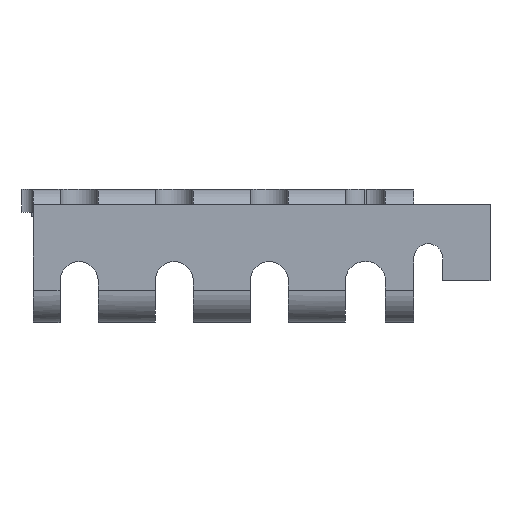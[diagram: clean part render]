
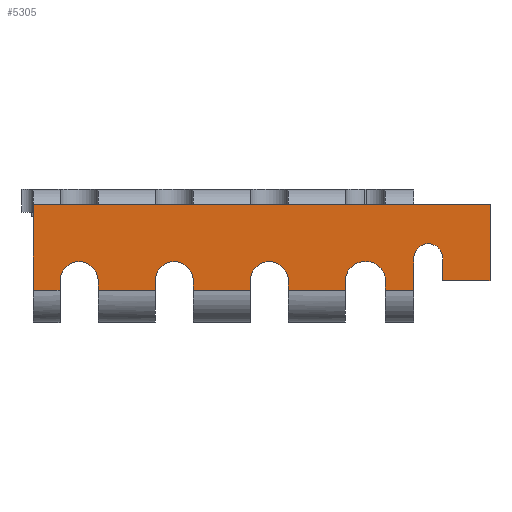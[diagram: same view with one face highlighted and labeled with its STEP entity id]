
A CAD part, left-side view. The second image highlights one B-rep face of the part: STEP entity #5305.
In plain terms, the highlighted planar face has unit normal (-1, 0, 0).
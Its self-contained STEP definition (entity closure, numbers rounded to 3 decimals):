
#179=CIRCLE('',#5744,1.);
#183=CIRCLE('',#5752,1.);
#189=CIRCLE('',#5762,1.);
#194=CIRCLE('',#5771,1.);
#219=CIRCLE('',#5821,0.755);
#230=CIRCLE('',#5840,0.975);
#231=CIRCLE('',#5842,1.);
#232=CIRCLE('',#5843,1.);
#233=CIRCLE('',#5844,1.);
#234=CIRCLE('',#5845,0.975);
#1773=ORIENTED_EDGE('',*,*,#2682,.F.);
#1774=ORIENTED_EDGE('',*,*,#2683,.T.);
#1775=ORIENTED_EDGE('',*,*,#2652,.T.);
#1776=ORIENTED_EDGE('',*,*,#2602,.T.);
#1777=ORIENTED_EDGE('',*,*,#2599,.T.);
#1778=ORIENTED_EDGE('',*,*,#2596,.T.);
#1779=ORIENTED_EDGE('',*,*,#2593,.T.);
#1780=ORIENTED_EDGE('',*,*,#2590,.T.);
#1781=ORIENTED_EDGE('',*,*,#2586,.F.);
#1782=ORIENTED_EDGE('',*,*,#2583,.T.);
#1783=ORIENTED_EDGE('',*,*,#2577,.T.);
#1784=ORIENTED_EDGE('',*,*,#2684,.T.);
#1785=ORIENTED_EDGE('',*,*,#2571,.T.);
#1786=ORIENTED_EDGE('',*,*,#2568,.F.);
#1787=ORIENTED_EDGE('',*,*,#2566,.T.);
#1788=ORIENTED_EDGE('',*,*,#2560,.T.);
#1789=ORIENTED_EDGE('',*,*,#2685,.T.);
#1790=ORIENTED_EDGE('',*,*,#2554,.T.);
#1791=ORIENTED_EDGE('',*,*,#2551,.F.);
#1792=ORIENTED_EDGE('',*,*,#2548,.T.);
#1793=ORIENTED_EDGE('',*,*,#2542,.T.);
#1794=ORIENTED_EDGE('',*,*,#2686,.T.);
#1795=ORIENTED_EDGE('',*,*,#2536,.T.);
#1796=ORIENTED_EDGE('',*,*,#2533,.F.);
#1797=ORIENTED_EDGE('',*,*,#2531,.T.);
#1798=ORIENTED_EDGE('',*,*,#2526,.T.);
#1799=ORIENTED_EDGE('',*,*,#2523,.T.);
#1800=ORIENTED_EDGE('',*,*,#2681,.T.);
#1801=ORIENTED_EDGE('',*,*,#2687,.T.);
#1802=ORIENTED_EDGE('',*,*,#2688,.T.);
#2523=EDGE_CURVE('',#3149,#3148,#3698,.T.);
#2526=EDGE_CURVE('',#3151,#3149,#179,.T.);
#2531=EDGE_CURVE('',#3152,#3151,#3704,.T.);
#2533=EDGE_CURVE('',#3152,#3153,#3705,.T.);
#2536=EDGE_CURVE('',#3155,#3153,#3706,.T.);
#2542=EDGE_CURVE('',#3159,#3157,#183,.T.);
#2548=EDGE_CURVE('',#3161,#3159,#3716,.T.);
#2551=EDGE_CURVE('',#3161,#3163,#3717,.T.);
#2554=EDGE_CURVE('',#3165,#3163,#3718,.T.);
#2560=EDGE_CURVE('',#3169,#3167,#189,.T.);
#2566=EDGE_CURVE('',#3171,#3169,#3728,.T.);
#2568=EDGE_CURVE('',#3171,#3172,#3729,.T.);
#2571=EDGE_CURVE('',#3174,#3172,#3730,.T.);
#2577=EDGE_CURVE('',#3178,#3176,#194,.T.);
#2583=EDGE_CURVE('',#3180,#3178,#3740,.T.);
#2586=EDGE_CURVE('',#3180,#3182,#3741,.T.);
#2590=EDGE_CURVE('',#3183,#3182,#3744,.T.);
#2593=EDGE_CURVE('',#3185,#3183,#3747,.T.);
#2596=EDGE_CURVE('',#3187,#3185,#3750,.T.);
#2599=EDGE_CURVE('',#3189,#3187,#3753,.T.);
#2602=EDGE_CURVE('',#3191,#3189,#3756,.T.);
#2652=EDGE_CURVE('',#3215,#3191,#219,.T.);
#2681=EDGE_CURVE('',#3148,#3231,#230,.T.);
#2682=EDGE_CURVE('',#3232,#3233,#3804,.T.);
#2683=EDGE_CURVE('',#3232,#3215,#3805,.T.);
#2684=EDGE_CURVE('',#3176,#3174,#231,.T.);
#2685=EDGE_CURVE('',#3167,#3165,#232,.T.);
#2686=EDGE_CURVE('',#3157,#3155,#233,.T.);
#2687=EDGE_CURVE('',#3231,#3234,#234,.T.);
#2688=EDGE_CURVE('',#3234,#3233,#3806,.T.);
#3148=VERTEX_POINT('',#8624);
#3149=VERTEX_POINT('',#8626);
#3151=VERTEX_POINT('',#8632);
#3152=VERTEX_POINT('',#8639);
#3153=VERTEX_POINT('',#8643);
#3155=VERTEX_POINT('',#8649);
#3157=VERTEX_POINT('',#8657);
#3159=VERTEX_POINT('',#8660);
#3161=VERTEX_POINT('',#8669);
#3163=VERTEX_POINT('',#8675);
#3165=VERTEX_POINT('',#8681);
#3167=VERTEX_POINT('',#8689);
#3169=VERTEX_POINT('',#8692);
#3171=VERTEX_POINT('',#8701);
#3172=VERTEX_POINT('',#8705);
#3174=VERTEX_POINT('',#8711);
#3176=VERTEX_POINT('',#8719);
#3178=VERTEX_POINT('',#8722);
#3180=VERTEX_POINT('',#8731);
#3182=VERTEX_POINT('',#8737);
#3183=VERTEX_POINT('',#8743);
#3185=VERTEX_POINT('',#8749);
#3187=VERTEX_POINT('',#8755);
#3189=VERTEX_POINT('',#8761);
#3191=VERTEX_POINT('',#8767);
#3215=VERTEX_POINT('',#8859);
#3231=VERTEX_POINT('',#8911);
#3232=VERTEX_POINT('',#8915);
#3233=VERTEX_POINT('',#8916);
#3234=VERTEX_POINT('',#8922);
#3698=LINE('',#8625,#4271);
#3704=LINE('',#8638,#4277);
#3705=LINE('',#8642,#4278);
#3706=LINE('',#8648,#4279);
#3716=LINE('',#8668,#4289);
#3717=LINE('',#8674,#4290);
#3718=LINE('',#8680,#4291);
#3728=LINE('',#8700,#4301);
#3729=LINE('',#8704,#4302);
#3730=LINE('',#8710,#4303);
#3740=LINE('',#8730,#4313);
#3741=LINE('',#8736,#4314);
#3744=LINE('',#8742,#4317);
#3747=LINE('',#8748,#4320);
#3750=LINE('',#8754,#4323);
#3753=LINE('',#8760,#4326);
#3756=LINE('',#8766,#4329);
#3804=LINE('',#8914,#4377);
#3805=LINE('',#8917,#4378);
#3806=LINE('',#8923,#4379);
#4271=VECTOR('',#6987,1000.);
#4277=VECTOR('',#7001,1000.);
#4278=VECTOR('',#7006,1000.);
#4279=VECTOR('',#7013,1000.);
#4289=VECTOR('',#7031,1000.);
#4290=VECTOR('',#7038,1000.);
#4291=VECTOR('',#7045,1000.);
#4301=VECTOR('',#7063,1000.);
#4302=VECTOR('',#7068,1000.);
#4303=VECTOR('',#7075,1000.);
#4313=VECTOR('',#7093,1000.);
#4314=VECTOR('',#7100,1000.);
#4317=VECTOR('',#7107,1000.);
#4320=VECTOR('',#7112,1000.);
#4323=VECTOR('',#7117,1000.);
#4326=VECTOR('',#7122,1000.);
#4329=VECTOR('',#7127,1000.);
#4377=VECTOR('',#7293,1000.);
#4378=VECTOR('',#7294,1000.);
#4379=VECTOR('',#7303,1000.);
#4635=EDGE_LOOP('',(#1773,#1774,#1775,#1776,#1777,#1778,#1779,#1780,#1781,
#1782,#1783,#1784,#1785,#1786,#1787,#1788,#1789,#1790,#1791,#1792,#1793,
#1794,#1795,#1796,#1797,#1798,#1799,#1800,#1801,#1802));
#4897=FACE_BOUND('',#4635,.T.);
#5067=PLANE('',#5841);
#5305=ADVANCED_FACE('',(#4897),#5067,.T.);
#5744=AXIS2_PLACEMENT_3D('',#8631,#6993,#6994);
#5752=AXIS2_PLACEMENT_3D('',#8659,#7021,#7022);
#5762=AXIS2_PLACEMENT_3D('',#8691,#7053,#7054);
#5771=AXIS2_PLACEMENT_3D('',#8721,#7083,#7084);
#5821=AXIS2_PLACEMENT_3D('',#8858,#7233,#7234);
#5840=AXIS2_PLACEMENT_3D('',#8912,#7289,#7290);
#5841=AXIS2_PLACEMENT_3D('',#8913,#7291,#7292);
#5842=AXIS2_PLACEMENT_3D('',#8918,#7295,#7296);
#5843=AXIS2_PLACEMENT_3D('',#8919,#7297,#7298);
#5844=AXIS2_PLACEMENT_3D('',#8920,#7299,#7300);
#5845=AXIS2_PLACEMENT_3D('',#8921,#7301,#7302);
#6987=DIRECTION('',(0.,0.,1.));
#6993=DIRECTION('',(1.,0.,0.));
#6994=DIRECTION('',(0.,-1.,0.));
#7001=DIRECTION('',(0.,1.,0.));
#7006=DIRECTION('',(0.,0.,-1.));
#7013=DIRECTION('',(0.,-1.,0.));
#7021=DIRECTION('',(1.,0.,0.));
#7022=DIRECTION('',(0.,-1.,0.));
#7031=DIRECTION('',(0.,1.,0.));
#7038=DIRECTION('',(0.,0.,-1.));
#7045=DIRECTION('',(0.,-1.,0.));
#7053=DIRECTION('',(1.,0.,0.));
#7054=DIRECTION('',(0.,-1.,0.));
#7063=DIRECTION('',(0.,1.,0.));
#7068=DIRECTION('',(0.,0.,-1.));
#7075=DIRECTION('',(0.,-1.,0.));
#7083=DIRECTION('',(1.,0.,0.));
#7084=DIRECTION('',(0.,-1.,0.));
#7093=DIRECTION('',(0.,1.,0.));
#7100=DIRECTION('',(0.,0.,-1.));
#7107=DIRECTION('',(0.,-1.,0.));
#7112=DIRECTION('',(0.,0.,-1.));
#7117=DIRECTION('',(0.,1.,0.));
#7122=DIRECTION('',(0.,0.,1.));
#7127=DIRECTION('',(0.,-1.,-0.004));
#7233=DIRECTION('',(1.,0.,0.));
#7234=DIRECTION('',(0.,0.,-1.));
#7289=DIRECTION('',(1.,0.,0.));
#7290=DIRECTION('',(0.,-1.,0.));
#7291=DIRECTION('',(-1.,0.,0.));
#7292=DIRECTION('',(0.,1.,0.));
#7293=DIRECTION('',(0.,0.,-1.));
#7294=DIRECTION('',(0.,1.,0.));
#7295=DIRECTION('',(1.,0.,0.));
#7296=DIRECTION('',(0.,-1.,0.));
#7297=DIRECTION('',(1.,0.,0.));
#7298=DIRECTION('',(0.,-1.,0.));
#7299=DIRECTION('',(1.,0.,0.));
#7300=DIRECTION('',(0.,-1.,0.));
#7301=DIRECTION('',(1.,0.,0.));
#7302=DIRECTION('',(0.,-1.,0.));
#7303=DIRECTION('',(0.,-1.,0.));
#8624=CARTESIAN_POINT('',(88.464,78.457,17.5));
#8625=CARTESIAN_POINT('',(88.464,78.457,17.4));
#8626=CARTESIAN_POINT('',(88.464,78.457,17.4));
#8631=CARTESIAN_POINT('',(88.464,77.457,17.4));
#8632=CARTESIAN_POINT('',(88.464,77.457,16.4));
#8638=CARTESIAN_POINT('',(88.464,76.957,16.4));
#8639=CARTESIAN_POINT('',(88.464,76.957,16.4));
#8642=CARTESIAN_POINT('',(88.464,76.957,16.4));
#8643=CARTESIAN_POINT('',(88.464,76.957,13.4));
#8648=CARTESIAN_POINT('',(88.464,77.457,13.4));
#8649=CARTESIAN_POINT('',(88.464,77.457,13.4));
#8657=CARTESIAN_POINT('',(88.464,78.457,12.4));
#8659=CARTESIAN_POINT('',(88.464,77.457,12.4));
#8660=CARTESIAN_POINT('',(88.464,77.457,11.4));
#8668=CARTESIAN_POINT('',(88.464,76.957,11.4));
#8669=CARTESIAN_POINT('',(88.464,76.957,11.4));
#8674=CARTESIAN_POINT('',(88.464,76.957,11.4));
#8675=CARTESIAN_POINT('',(88.464,76.957,8.4));
#8680=CARTESIAN_POINT('',(88.464,77.457,8.4));
#8681=CARTESIAN_POINT('',(88.464,77.457,8.4));
#8689=CARTESIAN_POINT('',(88.464,78.457,7.4));
#8691=CARTESIAN_POINT('',(88.464,77.457,7.4));
#8692=CARTESIAN_POINT('',(88.464,77.457,6.4));
#8700=CARTESIAN_POINT('',(88.464,76.957,6.4));
#8701=CARTESIAN_POINT('',(88.464,76.957,6.4));
#8704=CARTESIAN_POINT('',(88.464,76.957,6.4));
#8705=CARTESIAN_POINT('',(88.464,76.957,3.4));
#8710=CARTESIAN_POINT('',(88.464,77.457,3.4));
#8711=CARTESIAN_POINT('',(88.464,77.457,3.4));
#8719=CARTESIAN_POINT('',(88.464,78.457,2.4));
#8721=CARTESIAN_POINT('',(88.464,77.457,2.4));
#8722=CARTESIAN_POINT('',(88.464,77.457,1.4));
#8730=CARTESIAN_POINT('',(88.464,76.957,1.4));
#8731=CARTESIAN_POINT('',(88.464,76.957,1.4));
#8736=CARTESIAN_POINT('',(88.464,76.957,1.4));
#8737=CARTESIAN_POINT('',(88.464,76.957,0.));
#8742=CARTESIAN_POINT('',(88.464,81.457,0.));
#8743=CARTESIAN_POINT('',(88.464,81.457,0.));
#8748=CARTESIAN_POINT('',(88.464,81.457,24.));
#8749=CARTESIAN_POINT('',(88.464,81.457,24.));
#8754=CARTESIAN_POINT('',(88.464,77.457,24.));
#8755=CARTESIAN_POINT('',(88.464,77.457,24.));
#8760=CARTESIAN_POINT('',(88.464,77.457,21.5));
#8761=CARTESIAN_POINT('',(88.464,77.457,21.5));
#8766=CARTESIAN_POINT('',(88.464,78.707,21.505));
#8767=CARTESIAN_POINT('',(88.464,78.707,21.505));
#8858=CARTESIAN_POINT('',(88.464,78.646,20.752));
#8859=CARTESIAN_POINT('',(88.464,78.707,20.));
#8911=CARTESIAN_POINT('',(88.464,78.457,17.525));
#8912=CARTESIAN_POINT('',(88.464,77.482,17.525));
#8913=CARTESIAN_POINT('',(88.464,81.457,19.4));
#8914=CARTESIAN_POINT('',(88.464,76.957,20.));
#8915=CARTESIAN_POINT('',(88.464,76.957,20.));
#8916=CARTESIAN_POINT('',(88.464,76.957,18.5));
#8917=CARTESIAN_POINT('',(88.464,76.957,20.));
#8918=CARTESIAN_POINT('',(88.464,77.457,2.4));
#8919=CARTESIAN_POINT('',(88.464,77.457,7.4));
#8920=CARTESIAN_POINT('',(88.464,77.457,12.4));
#8921=CARTESIAN_POINT('',(88.464,77.482,17.525));
#8922=CARTESIAN_POINT('',(88.464,77.482,18.5));
#8923=CARTESIAN_POINT('',(88.464,77.482,18.5));
